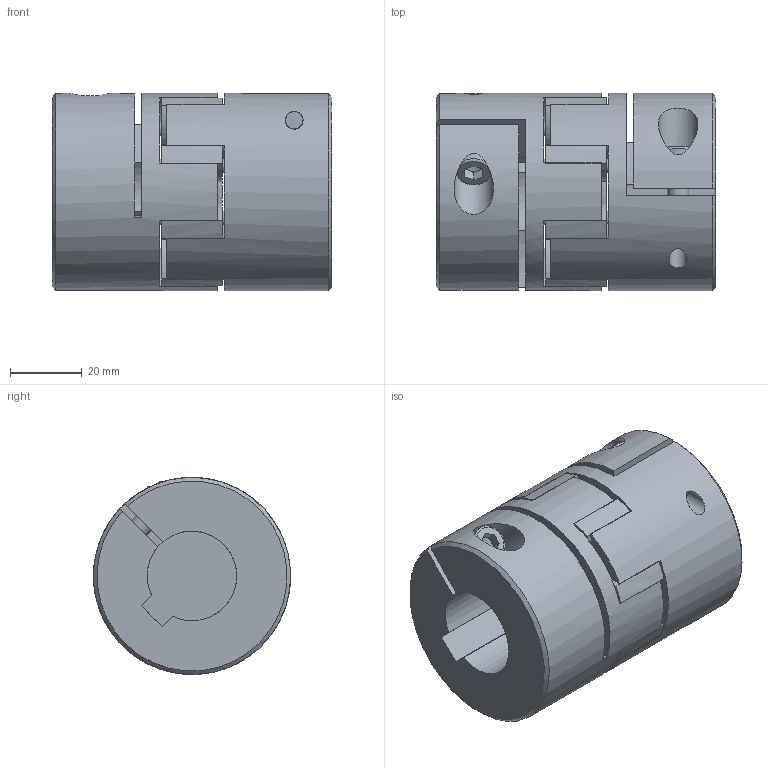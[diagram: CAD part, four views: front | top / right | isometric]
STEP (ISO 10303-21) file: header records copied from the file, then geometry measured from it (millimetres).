
FILE_DESCRIPTION(/* description */ ('STEP AP203'),/* implementation_level */ '2;1');
FILE_NAME(/* name */ 'KBE2-24-N22-N25',/* time_stamp */ '2023-06-20T13:05:38+02:00',/* author */ ('License CC BY-ND 4.0'),/* organization */ ('CADENAS'),/* preprocessor_version */ 'ST-DEVELOPER v19.3',/* originating_system */ 'PARTsolutions',/* authorisation */ ' ');
FILE_SCHEMA (('CONFIG_CONTROL_DESIGN'));
Length unit declared in the file: millimetre
Products named in the file (1): KBE2-24-N22-N25
Bounding box: 78 x 55 x 55 mm (x, y, z)
Volume: 147865 mm3; surface area: 34926.4 mm2
Topology: 1 solids, 1 shells, 148 faces, 427 edges, 275 vertices
Faces by surface type: cylinder 80, plane 60, cone 6, torus 2
Full cylindrical faces by diameter (mm): 4 x8, 5 x2, 6 x2, 6.5 x2, 10 x2, 11 x2, 55 x2
Entity records: 5923 total; most frequent: CARTESIAN_POINT 900, DIRECTION 894, ORIENTED_EDGE 780, EDGE_CURVE 390, AXIS2_PLACEMENT_3D 363, VERTEX_POINT 266, CIRCLE 214, FACE_BOUND 206
